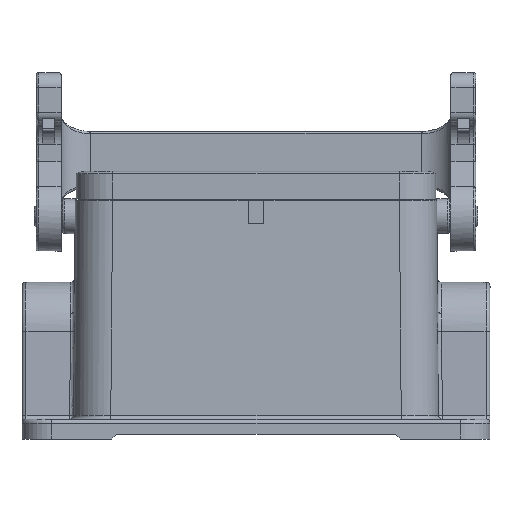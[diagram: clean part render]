
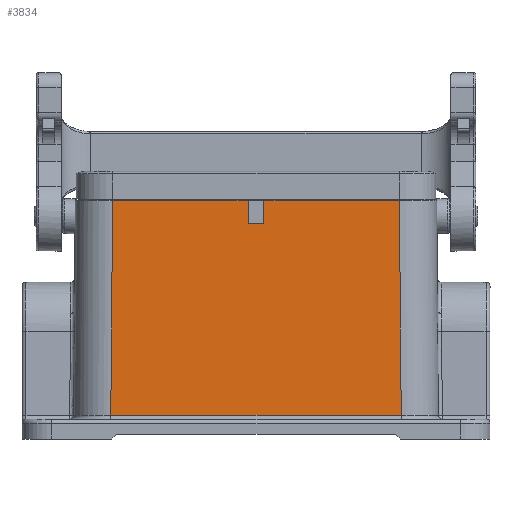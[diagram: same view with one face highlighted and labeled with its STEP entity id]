
A CAD part, front view. The second image highlights one B-rep face of the part: STEP entity #3834.
In plain terms, the highlighted planar face has unit normal (0, -1, 0.007).
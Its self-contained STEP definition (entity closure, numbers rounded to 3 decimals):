
#3834=ADVANCED_FACE('',(#4746),#4340,.T.);
#4340=PLANE('',#14612);
#4746=FACE_OUTER_BOUND('',#5391,.T.);
#5391=EDGE_LOOP('',(#7714,#7715,#7716,#7717,#7718,#7719,#7720,#7721));
#7714=ORIENTED_EDGE('',*,*,#10975,.T.);
#7715=ORIENTED_EDGE('',*,*,#10976,.T.);
#7716=ORIENTED_EDGE('',*,*,#10977,.T.);
#7717=ORIENTED_EDGE('',*,*,#10894,.T.);
#7718=ORIENTED_EDGE('',*,*,#10978,.F.);
#7719=ORIENTED_EDGE('',*,*,#10979,.T.);
#7720=ORIENTED_EDGE('',*,*,#10980,.F.);
#7721=ORIENTED_EDGE('',*,*,#10900,.T.);
#9554=VERTEX_POINT('',#23578);
#9556=VERTEX_POINT('',#23582);
#9557=VERTEX_POINT('',#23584);
#9560=VERTEX_POINT('',#23592);
#9628=VERTEX_POINT('',#23745);
#9629=VERTEX_POINT('',#23747);
#9630=VERTEX_POINT('',#23750);
#9631=VERTEX_POINT('',#23752);
#10894=EDGE_CURVE('',#9557,#9556,#12110,.T.);
#10900=EDGE_CURVE('',#9554,#9560,#12112,.T.);
#10975=EDGE_CURVE('',#9560,#9628,#12158,.T.);
#10976=EDGE_CURVE('',#9628,#9629,#12159,.T.);
#10977=EDGE_CURVE('',#9629,#9557,#12160,.T.);
#10978=EDGE_CURVE('',#9630,#9556,#12161,.T.);
#10979=EDGE_CURVE('',#9630,#9631,#12162,.T.);
#10980=EDGE_CURVE('',#9554,#9631,#12163,.T.);
#12110=LINE('',#23583,#13001);
#12112=LINE('',#23593,#13003);
#12158=LINE('',#23744,#13049);
#12159=LINE('',#23746,#13050);
#12160=LINE('',#23748,#13051);
#12161=LINE('',#23749,#13052);
#12162=LINE('',#23751,#13053);
#12163=LINE('',#23753,#13054);
#13001=VECTOR('',#16829,1.);
#13003=VECTOR('',#16839,1.);
#13049=VECTOR('',#16961,1.);
#13050=VECTOR('',#16962,1.);
#13051=VECTOR('',#16963,1.);
#13052=VECTOR('',#16964,1.);
#13053=VECTOR('',#16965,1.);
#13054=VECTOR('',#16966,1.);
#14612=AXIS2_PLACEMENT_3D('',#23754,#16967,#16968);
#16829=DIRECTION('',(-1.,0.,0.));
#16839=DIRECTION('',(-1.,0.,0.));
#16961=DIRECTION('',(-0.009,-0.007,-1.));
#16962=DIRECTION('',(1.,0.,0.));
#16963=DIRECTION('',(-0.009,0.007,1.));
#16964=DIRECTION('',(0.,0.007,1.));
#16965=DIRECTION('',(-1.,0.,0.));
#16966=DIRECTION('',(0.,-0.007,-1.));
#16967=DIRECTION('',(0.,-1.,0.007));
#16968=DIRECTION('',(0.,-0.007,-1.));
#23578=CARTESIAN_POINT('',(-1.6,-21.5,5.7));
#23582=CARTESIAN_POINT('',(1.6,-21.5,5.7));
#23583=CARTESIAN_POINT('',(57.,-21.5,5.7));
#23584=CARTESIAN_POINT('',(28.8,-21.5,5.7));
#23592=CARTESIAN_POINT('',(-28.8,-21.5,5.7));
#23593=CARTESIAN_POINT('',(57.,-21.5,5.7));
#23744=CARTESIAN_POINT('',(-29.169,-21.82,-37.515));
#23745=CARTESIAN_POINT('',(-29.168,-21.819,-37.456));
#23746=CARTESIAN_POINT('',(29.175,-21.819,-37.456));
#23747=CARTESIAN_POINT('',(29.168,-21.819,-37.456));
#23748=CARTESIAN_POINT('',(29.177,-21.827,-38.487));
#23749=CARTESIAN_POINT('',(1.6,-21.825,-38.25));
#23750=CARTESIAN_POINT('',(1.6,-21.535,1.));
#23751=CARTESIAN_POINT('',(57.,-21.535,1.));
#23752=CARTESIAN_POINT('',(-1.6,-21.535,1.));
#23753=CARTESIAN_POINT('',(-1.6,-21.825,-38.25));
#23754=CARTESIAN_POINT('',(57.,-21.825,-38.25));
